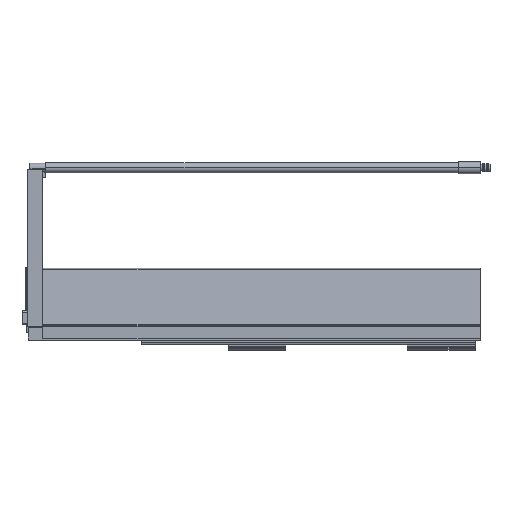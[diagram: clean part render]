
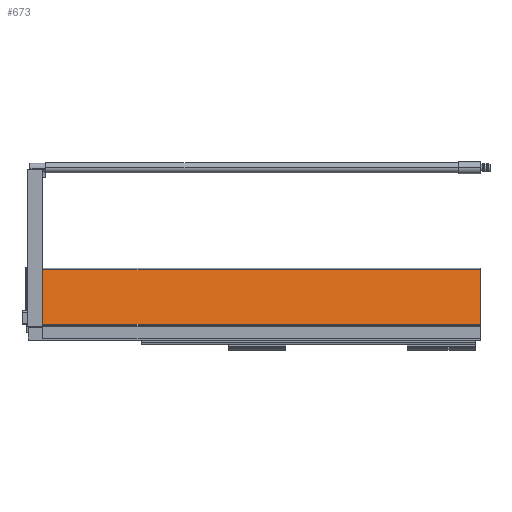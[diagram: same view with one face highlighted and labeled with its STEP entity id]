
A CAD part, top view. The second image highlights one B-rep face of the part: STEP entity #673.
In plain terms, the highlighted planar face has unit normal (0, 0.139, 0.99).
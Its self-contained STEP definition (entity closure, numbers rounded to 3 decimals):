
#55 = CARTESIAN_POINT ( 'NONE',  ( -523.5, 10.222, 34.135 ) ) ;
#158 = CARTESIAN_POINT ( 'NONE',  ( -523.5, 75.024, 25.028 ) ) ;
#565 = VERTEX_POINT ( 'NONE', #8282 ) ;
#673 = ADVANCED_FACE ( 'NONE', ( #12716 ), #9746, .T. ) ;
#1021 = EDGE_CURVE ( 'NONE', #6856, #565, #8504, .T. ) ;
#2036 = ORIENTED_EDGE ( 'NONE', *, *, #8894, .T. ) ;
#2040 = LINE ( 'NONE', #158, #3659 ) ;
#2518 = DIRECTION ( 'NONE',  ( 1., 0., 0. ) ) ;
#2887 = VERTEX_POINT ( 'NONE', #55 ) ;
#3091 = CARTESIAN_POINT ( 'NONE',  ( 0., 10.222, 34.135 ) ) ;
#3470 = VECTOR ( 'NONE', #6617, 1000. ) ;
#3504 = LINE ( 'NONE', #5518, #9288 ) ;
#3529 = CARTESIAN_POINT ( 'NONE',  ( -523.5, 75.024, 25.028 ) ) ;
#3659 = VECTOR ( 'NONE', #6129, 1000. ) ;
#3965 = CARTESIAN_POINT ( 'NONE',  ( 0., 75.024, 25.028 ) ) ;
#4062 = LINE ( 'NONE', #3091, #12822 ) ;
#4132 = VERTEX_POINT ( 'NONE', #3529 ) ;
#5518 = CARTESIAN_POINT ( 'NONE',  ( -543., 75.024, 25.028 ) ) ;
#5582 = CARTESIAN_POINT ( 'NONE',  ( 0., 75.024, 25.028 ) ) ;
#5895 = EDGE_CURVE ( 'NONE', #4132, #6856, #3504, .T. ) ;
#5940 = ORIENTED_EDGE ( 'NONE', *, *, #1021, .F. ) ;
#6129 = DIRECTION ( 'NONE',  ( 0., 0.99, -0.139 ) ) ;
#6617 = DIRECTION ( 'NONE',  ( 0., -0.99, 0.139 ) ) ;
#6856 = VERTEX_POINT ( 'NONE', #3965 ) ;
#6923 = EDGE_LOOP ( 'NONE', ( #12656, #2036, #5940, #9505 ) ) ;
#8149 = EDGE_CURVE ( 'NONE', #2887, #4132, #2040, .T. ) ;
#8282 = CARTESIAN_POINT ( 'NONE',  ( 0., 10.222, 34.135 ) ) ;
#8504 = LINE ( 'NONE', #5582, #3470 ) ;
#8894 = EDGE_CURVE ( 'NONE', #2887, #565, #4062, .T. ) ;
#9288 = VECTOR ( 'NONE', #2518, 1000. ) ;
#9505 = ORIENTED_EDGE ( 'NONE', *, *, #5895, .F. ) ;
#9746 = PLANE ( 'NONE',  #10445 ) ;
#10445 = AXIS2_PLACEMENT_3D ( 'NONE', #11744, #10716, #10846 ) ;
#10716 = DIRECTION ( 'NONE',  ( 0., 0.139, 0.99 ) ) ;
#10846 = DIRECTION ( 'NONE',  ( 0., -0.99, 0.139 ) ) ;
#11014 = DIRECTION ( 'NONE',  ( 1., 0., 0. ) ) ;
#11744 = CARTESIAN_POINT ( 'NONE',  ( -543., 75.024, 25.028 ) ) ;
#12656 = ORIENTED_EDGE ( 'NONE', *, *, #8149, .F. ) ;
#12716 = FACE_OUTER_BOUND ( 'NONE', #6923, .T. ) ;
#12822 = VECTOR ( 'NONE', #11014, 1000. ) ;
